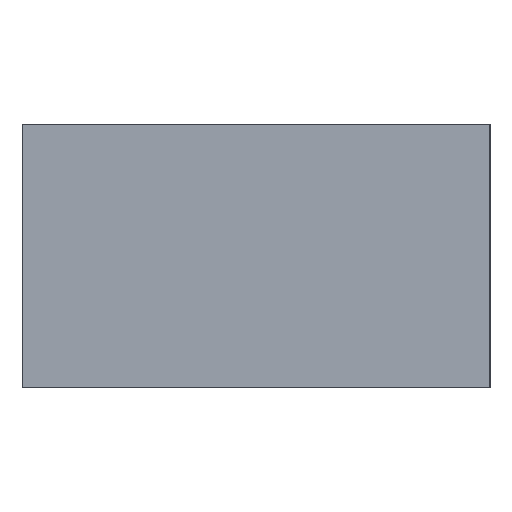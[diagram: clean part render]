
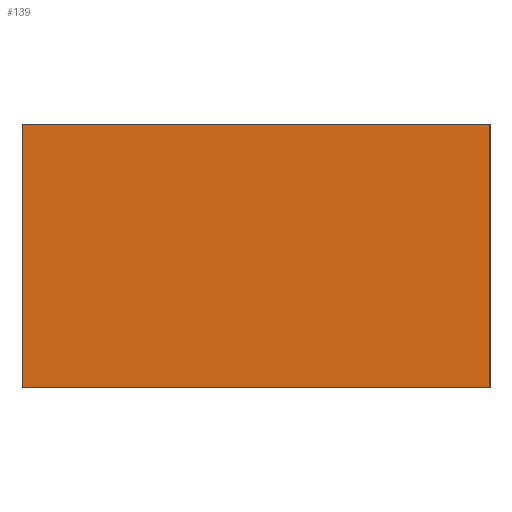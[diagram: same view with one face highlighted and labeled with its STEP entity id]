
A CAD part, left-side view. The second image highlights one B-rep face of the part: STEP entity #139.
In plain terms, the highlighted planar face has unit normal (-1, 0, 0).
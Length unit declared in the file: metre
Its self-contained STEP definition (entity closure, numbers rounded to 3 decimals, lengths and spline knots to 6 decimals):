
#37=ORIENTED_EDGE('',*,*,#66,.T.);
#38=ORIENTED_EDGE('',*,*,#67,.F.);
#39=ORIENTED_EDGE('',*,*,#55,.F.);
#40=ORIENTED_EDGE('',*,*,#65,.T.);
#55=EDGE_CURVE('',#71,#72,#83,.T.);
#65=EDGE_CURVE('',#71,#79,#93,.T.);
#66=EDGE_CURVE('',#79,#80,#94,.T.);
#67=EDGE_CURVE('',#72,#80,#95,.T.);
#71=VERTEX_POINT('',#208);
#72=VERTEX_POINT('',#210);
#79=VERTEX_POINT('',#228);
#80=VERTEX_POINT('',#232);
#83=LINE('',#209,#99);
#93=LINE('',#229,#109);
#94=LINE('',#231,#110);
#95=LINE('',#233,#111);
#99=VECTOR('',#176,1.);
#109=VECTOR('',#190,1.);
#110=VECTOR('',#193,1.);
#111=VECTOR('',#194,1.);
#117=EDGE_LOOP('',(#37,#38,#39,#40));
#125=FACE_BOUND('',#117,.T.);
#132=PLANE('',#166);
#139=ADVANCED_FACE('',(#125),#132,.F.);
#166=AXIS2_PLACEMENT_3D('',#230,#191,#192);
#176=DIRECTION('',(0.,-1.,0.));
#190=DIRECTION('',(0.,0.,-1.));
#191=DIRECTION('',(1.,0.,0.));
#192=DIRECTION('',(0.,0.,-1.));
#193=DIRECTION('',(0.,-1.,0.));
#194=DIRECTION('',(0.,0.,-1.));
#208=CARTESIAN_POINT('',(-0.0009,0.0004,0.00045));
#209=CARTESIAN_POINT('',(-0.0009,0.,0.00045));
#210=CARTESIAN_POINT('',(-0.0009,-0.0004,0.00045));
#228=CARTESIAN_POINT('',(-0.0009,0.0004,0.));
#229=CARTESIAN_POINT('',(-0.0009,0.0004,0.00045));
#230=CARTESIAN_POINT('',(-0.0009,0.,0.00045));
#231=CARTESIAN_POINT('',(-0.0009,0.,0.));
#232=CARTESIAN_POINT('',(-0.0009,-0.0004,0.));
#233=CARTESIAN_POINT('',(-0.0009,-0.0004,0.00045));
